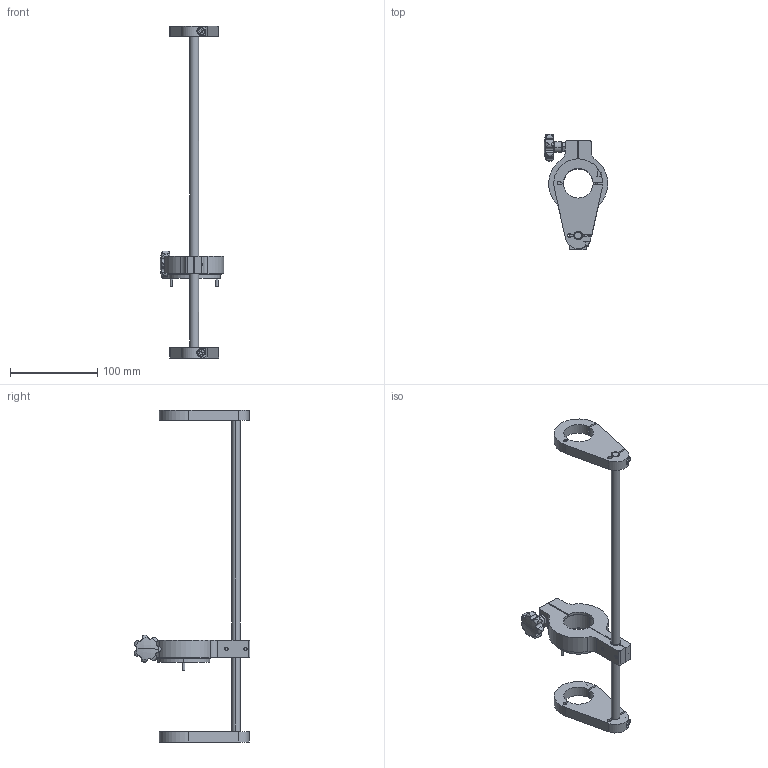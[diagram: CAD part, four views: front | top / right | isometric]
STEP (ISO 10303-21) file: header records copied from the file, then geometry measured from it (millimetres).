
FILE_DESCRIPTION (( 'STEP AP214' ), '1' );
FILE_NAME ('420MDM040-0250-VSL.stp', '2014-09-15T08:06:30', ( 'install' ), ( 'Microsoft' ), 'SwSTEP 2.0', 'SolidWorks 2013', '' );
FILE_SCHEMA (( 'AUTOMOTIVE_DESIGN' ));
Length unit declared in the file: millimetre
Products named in the file (1): 420MDM040-0250-VSL
Bounding box: 73.1 x 132.91 x 381 mm (x, y, z)
Volume: 199474.4 mm3; surface area: 61961.9 mm2
Topology: 1 solids, 10 shells, 515 faces, 1293 edges, 801 vertices
Faces by surface type: plane 210, cylinder 183, cone 70, torus 32, bspline 20
Entity records: 17594 total; most frequent: CARTESIAN_POINT 5282, DIRECTION 2621, ORIENTED_EDGE 2538, EDGE_CURVE 1269, AXIS2_PLACEMENT_3D 1005, VERTEX_POINT 801, LINE 611, VECTOR 611
